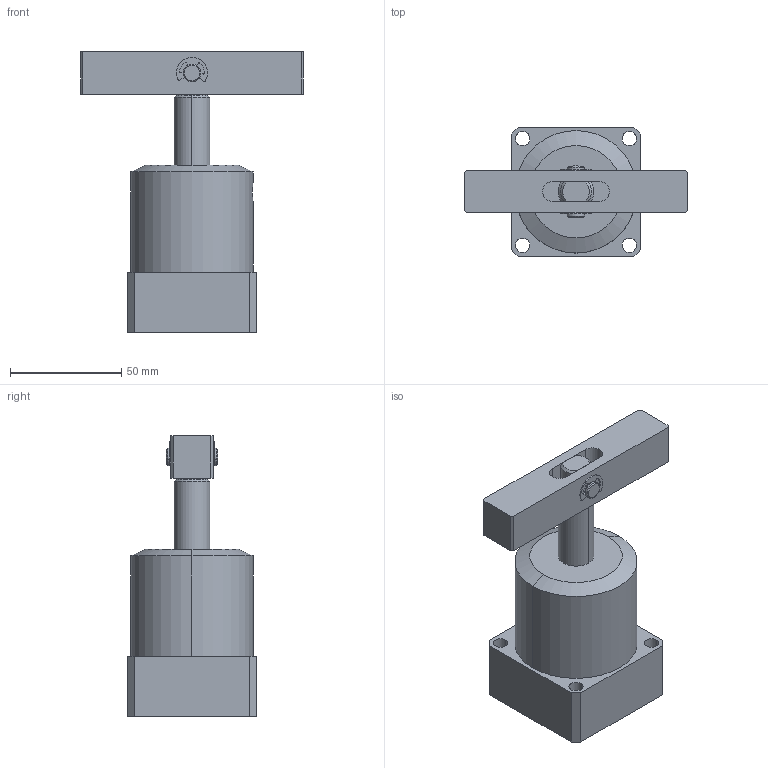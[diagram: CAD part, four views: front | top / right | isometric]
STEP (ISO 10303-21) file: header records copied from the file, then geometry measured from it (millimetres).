
FILE_DESCRIPTION (( 'STEP AP203' ), '1' );
FILE_NAME ('HCAS-40D.STEP', '2019-10-14T08:50:32', ( '微软用户' ), ( '微软中国' ), 'SwSTEP 2.0', 'SolidWorks 2012', '' );
FILE_SCHEMA (( 'CONFIG_CONTROL_DESIGN' ));
Length unit declared in the file: millimetre
Products named in the file (6): HCAS-40D种; HCAS-40D; HCAS-40掛极; HCAS-40D活塞杆; HCAS-40D縐遠; HCAS-40D邧旋
Assembly tree (6 placements, depth 2):
  HCAS-40D
    HCAS-40掛极
    HCAS-40D活塞杆
    HCAS-40D縐遠  x2
    HCAS-40D邧旋
    HCAS-40D种
Bounding box: 100 x 58 x 126 mm (x, y, z)
Volume: 204151.1 mm3; surface area: 48980.3 mm2
Topology: 6 solids, 6 shells, 218 faces, 553 edges, 362 vertices
Faces by surface type: plane 95, cylinder 87, bspline 16, cone 14, torus 6
Entity records: 7126 total; most frequent: CARTESIAN_POINT 1933, DIRECTION 951, ORIENTED_EDGE 938, EDGE_CURVE 469, AXIS2_PLACEMENT_3D 348, VERTEX_POINT 306, VECTOR 255, LINE 255
